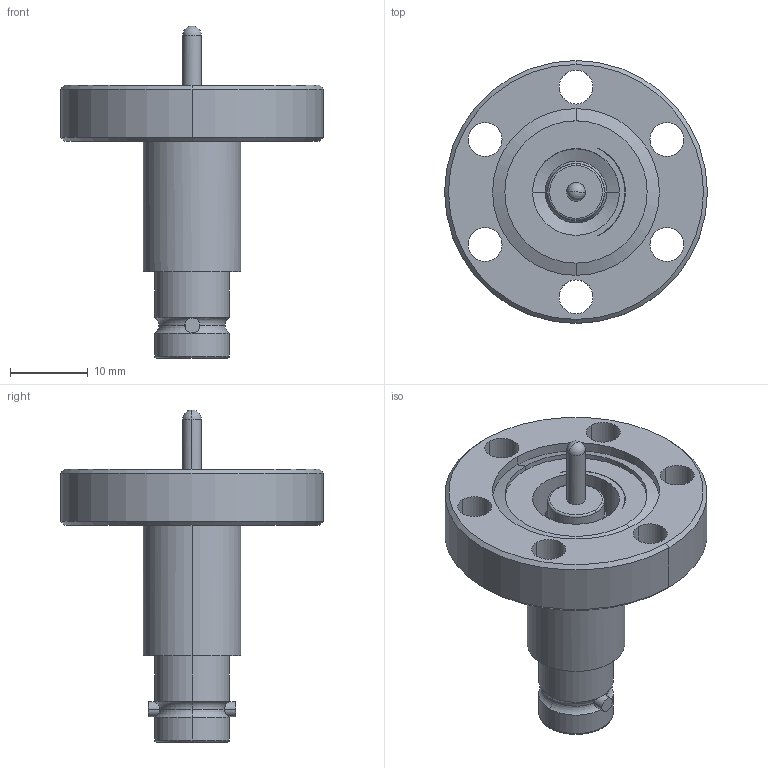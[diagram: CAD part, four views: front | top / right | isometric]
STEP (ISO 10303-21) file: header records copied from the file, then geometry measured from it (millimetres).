
FILE_DESCRIPTION (( 'STEP AP203' ), '1' );
FILE_NAME ('A0238-1-CF.STEP', '2013-05-10T14:21:39', ( '' ), ( '' ), 'SwSTEP 2.0', 'SolidWorks 2012', '' );
FILE_SCHEMA (( 'CONFIG_CONTROL_DESIGN' ));
Length unit declared in the file: inch
Products named in the file (1): A0238-1-CF
Bounding box: 33.78 x 33.78 x 42.67 mm (x, y, z)
Volume: 6760.8 mm3; surface area: 6804.7 mm2
Topology: 1 solids, 1 shells, 130 faces, 304 edges, 188 vertices
Faces by surface type: cylinder 71, plane 25, torus 16, cone 16, sphere 2
Entity records: 4142 total; most frequent: CARTESIAN_POINT 937, DIRECTION 739, ORIENTED_EDGE 600, AXIS2_PLACEMENT_3D 318, EDGE_CURVE 300, CIRCLE 187, VERTEX_POINT 186, EDGE_LOOP 158
